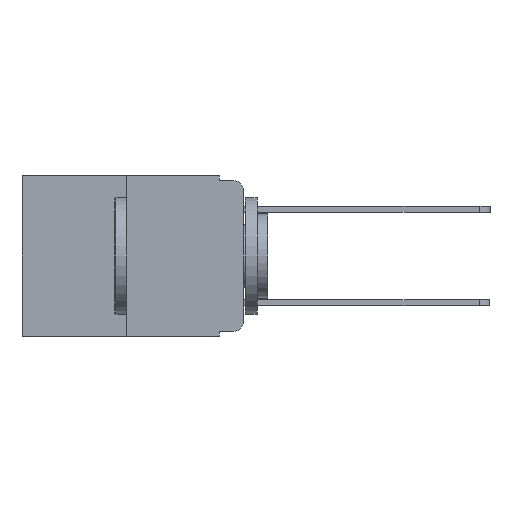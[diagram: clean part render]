
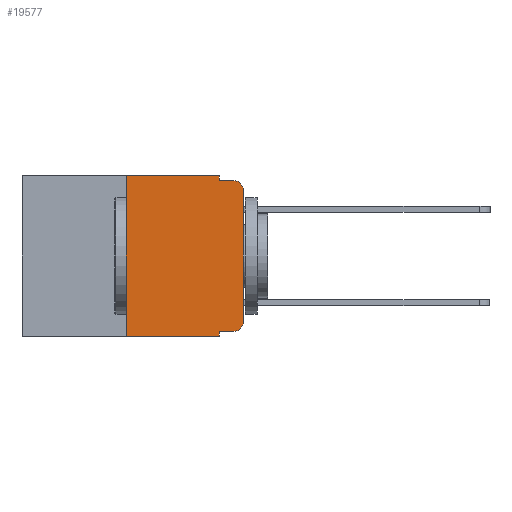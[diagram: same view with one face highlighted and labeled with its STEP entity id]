
A CAD part, left-side view. The second image highlights one B-rep face of the part: STEP entity #19577.
In plain terms, the highlighted planar face has unit normal (-1, 0, 0).
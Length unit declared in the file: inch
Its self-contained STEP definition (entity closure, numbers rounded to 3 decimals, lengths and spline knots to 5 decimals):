
#73 = VERTEX_POINT ( 'NONE', #20995 ) ;
#298 = EDGE_LOOP ( 'NONE', ( #14166, #11178, #16164, #5475, #13937, #14560, #7701, #18467, #20062, #1917 ) ) ;
#321 = CARTESIAN_POINT ( 'NONE',  ( 0., 0.02, -0.01 ) ) ;
#462 = VERTEX_POINT ( 'NONE', #536 ) ;
#536 = CARTESIAN_POINT ( 'NONE',  ( 0., 0.051, -0.01 ) ) ;
#897 = VECTOR ( 'NONE', #13170, 39.37008 ) ;
#1078 = CARTESIAN_POINT ( 'NONE',  ( 0., 0.051, 0. ) ) ;
#1227 = LINE ( 'NONE', #1078, #14600 ) ;
#1232 = DIRECTION ( 'NONE',  ( 0., 0., -1. ) ) ;
#1724 = LINE ( 'NONE', #15893, #2280 ) ;
#1773 = DIRECTION ( 'NONE',  ( 0., 0., -1. ) ) ;
#1822 = CARTESIAN_POINT ( 'NONE',  ( 0., 0.02, -0.333 ) ) ;
#1917 = ORIENTED_EDGE ( 'NONE', *, *, #22363, .T. ) ;
#2053 = VERTEX_POINT ( 'NONE', #16656 ) ;
#2280 = VECTOR ( 'NONE', #5417, 39.37008 ) ;
#2584 = VECTOR ( 'NONE', #18195, 39.37008 ) ;
#2776 = DIRECTION ( 'NONE',  ( 1., 0., 0. ) ) ;
#2992 = LINE ( 'NONE', #17064, #7048 ) ;
#3913 = VERTEX_POINT ( 'NONE', #14508 ) ;
#4116 = VECTOR ( 'NONE', #21555, 39.37008 ) ;
#4598 = VERTEX_POINT ( 'NONE', #1822 ) ;
#4787 = DIRECTION ( 'NONE',  ( 0., 0., -1. ) ) ;
#4969 = AXIS2_PLACEMENT_3D ( 'NONE', #18669, #8108, #20392 ) ;
#5357 = VERTEX_POINT ( 'NONE', #321 ) ;
#5417 = DIRECTION ( 'NONE',  ( 0., -1., 0. ) ) ;
#5475 = ORIENTED_EDGE ( 'NONE', *, *, #21942, .F. ) ;
#5633 = VERTEX_POINT ( 'NONE', #15005 ) ;
#5810 = CARTESIAN_POINT ( 'NONE',  ( 0., 0.051, 0. ) ) ;
#5863 = VECTOR ( 'NONE', #19212, 39.37008 ) ;
#6292 = AXIS2_PLACEMENT_3D ( 'NONE', #7844, #2776, #15001 ) ;
#7048 = VECTOR ( 'NONE', #4787, 39.37008 ) ;
#7701 = ORIENTED_EDGE ( 'NONE', *, *, #16619, .T. ) ;
#7844 = CARTESIAN_POINT ( 'NONE',  ( 0., 0.473, 0. ) ) ;
#8108 = DIRECTION ( 'NONE',  ( -1., 0., 0. ) ) ;
#8160 = LINE ( 'NONE', #9254, #4116 ) ;
#9143 = LINE ( 'NONE', #21047, #9727 ) ;
#9254 = CARTESIAN_POINT ( 'NONE',  ( 0., 0.25, 0. ) ) ;
#9727 = VECTOR ( 'NONE', #10530, 39.37008 ) ;
#9749 = VERTEX_POINT ( 'NONE', #16193 ) ;
#10467 = LINE ( 'NONE', #13901, #5863 ) ;
#10530 = DIRECTION ( 'NONE',  ( 0., -1., 0. ) ) ;
#11178 = ORIENTED_EDGE ( 'NONE', *, *, #18321, .T. ) ;
#11416 = CARTESIAN_POINT ( 'NONE',  ( 0., 0., 0. ) ) ;
#11664 = DIRECTION ( 'NONE',  ( -1., 0., 0. ) ) ;
#12098 = EDGE_CURVE ( 'NONE', #462, #5357, #17131, .T. ) ;
#12777 = FACE_OUTER_BOUND ( 'NONE', #298, .T. ) ;
#13170 = DIRECTION ( 'NONE',  ( 0., 0., 1. ) ) ;
#13400 = EDGE_CURVE ( 'NONE', #5633, #22134, #9143, .T. ) ;
#13901 = CARTESIAN_POINT ( 'NONE',  ( 0., 0.051, -0.333 ) ) ;
#13937 = ORIENTED_EDGE ( 'NONE', *, *, #13400, .F. ) ;
#14166 = ORIENTED_EDGE ( 'NONE', *, *, #16899, .T. ) ;
#14508 = CARTESIAN_POINT ( 'NONE',  ( 0., 0., -0.03 ) ) ;
#14560 = ORIENTED_EDGE ( 'NONE', *, *, #18103, .F. ) ;
#14579 = CIRCLE ( 'NONE', #16792, 0.02 ) ;
#14600 = VECTOR ( 'NONE', #1773, 39.37008 ) ;
#15001 = DIRECTION ( 'NONE',  ( 0., 0., -1. ) ) ;
#15005 = CARTESIAN_POINT ( 'NONE',  ( 0., 0.25, 0. ) ) ;
#15893 = CARTESIAN_POINT ( 'NONE',  ( 0., 0.473, -0.343 ) ) ;
#16164 = ORIENTED_EDGE ( 'NONE', *, *, #12098, .F. ) ;
#16193 = CARTESIAN_POINT ( 'NONE',  ( 0., 0.25, -0.343 ) ) ;
#16619 = EDGE_CURVE ( 'NONE', #9749, #2053, #1724, .T. ) ;
#16656 = CARTESIAN_POINT ( 'NONE',  ( 0., 0.051, -0.343 ) ) ;
#16792 = AXIS2_PLACEMENT_3D ( 'NONE', #22175, #11664, #1232 ) ;
#16899 = EDGE_CURVE ( 'NONE', #22121, #3913, #18970, .T. ) ;
#17064 = CARTESIAN_POINT ( 'NONE',  ( 0., 0.051, 0. ) ) ;
#17131 = LINE ( 'NONE', #21605, #2584 ) ;
#18080 = CARTESIAN_POINT ( 'NONE',  ( 0., 0., -0.313 ) ) ;
#18103 = EDGE_CURVE ( 'NONE', #9749, #5633, #8160, .T. ) ;
#18195 = DIRECTION ( 'NONE',  ( 0., -1., 0. ) ) ;
#18321 = EDGE_CURVE ( 'NONE', #3913, #5357, #18365, .T. ) ;
#18365 = CIRCLE ( 'NONE', #4969, 0.02 ) ;
#18467 = ORIENTED_EDGE ( 'NONE', *, *, #19038, .F. ) ;
#18669 = CARTESIAN_POINT ( 'NONE',  ( 0., 0.02, -0.03 ) ) ;
#18970 = LINE ( 'NONE', #11416, #897 ) ;
#19038 = EDGE_CURVE ( 'NONE', #73, #2053, #2992, .T. ) ;
#19212 = DIRECTION ( 'NONE',  ( 0., -1., 0. ) ) ;
#19577 = ADVANCED_FACE ( 'NONE', ( #12777 ), #20190, .F. ) ;
#20062 = ORIENTED_EDGE ( 'NONE', *, *, #21938, .T. ) ;
#20190 = PLANE ( 'NONE',  #6292 ) ;
#20392 = DIRECTION ( 'NONE',  ( 0., 0., -1. ) ) ;
#20995 = CARTESIAN_POINT ( 'NONE',  ( 0., 0.051, -0.333 ) ) ;
#21047 = CARTESIAN_POINT ( 'NONE',  ( 0., 0.473, 0. ) ) ;
#21555 = DIRECTION ( 'NONE',  ( 0., 0., 1. ) ) ;
#21605 = CARTESIAN_POINT ( 'NONE',  ( 0., 0.051, -0.01 ) ) ;
#21938 = EDGE_CURVE ( 'NONE', #73, #4598, #10467, .T. ) ;
#21942 = EDGE_CURVE ( 'NONE', #22134, #462, #1227, .T. ) ;
#22121 = VERTEX_POINT ( 'NONE', #18080 ) ;
#22134 = VERTEX_POINT ( 'NONE', #5810 ) ;
#22175 = CARTESIAN_POINT ( 'NONE',  ( 0., 0.02, -0.313 ) ) ;
#22363 = EDGE_CURVE ( 'NONE', #4598, #22121, #14579, .T. ) ;
